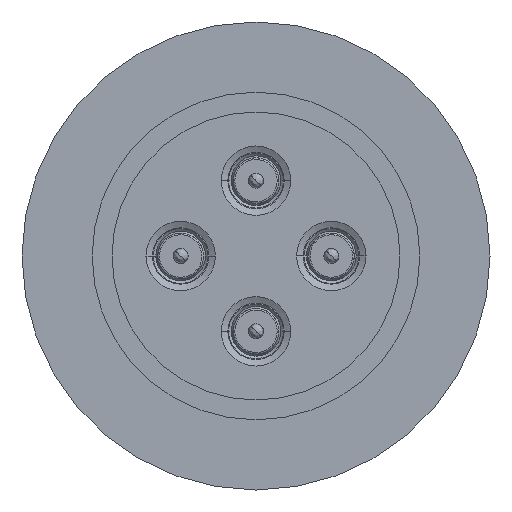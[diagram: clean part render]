
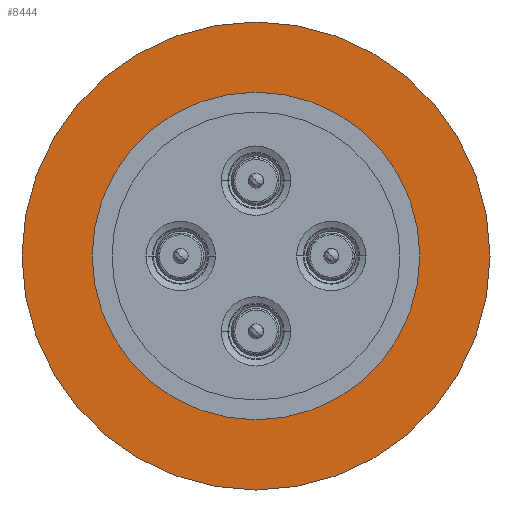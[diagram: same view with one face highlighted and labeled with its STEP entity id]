
A CAD part, front view. The second image highlights one B-rep face of the part: STEP entity #8444.
In plain terms, the highlighted planar face has unit normal (0, -1, 0).
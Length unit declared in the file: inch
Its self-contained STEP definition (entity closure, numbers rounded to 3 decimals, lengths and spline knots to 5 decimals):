
#408 = CIRCLE ( 'NONE', #6920, 1.0325 ) ;
#415 = CIRCLE ( 'NONE', #6926, 1.475 ) ;
#423 = CIRCLE ( 'NONE', #6933, 1.475 ) ;
#434 = CIRCLE ( 'NONE', #6936, 1.0325 ) ;
#1704 = AXIS2_PLACEMENT_3D ( 'NONE', #9611, #9616, #9617 ) ;
#2027 = FACE_BOUND ( 'NONE', #5992, .T. ) ;
#2029 = FACE_OUTER_BOUND ( 'NONE', #5998, .T. ) ;
#2783 = CARTESIAN_POINT ( 'NONE',  ( 1.0325, 0., 0. ) ) ;
#2784 = CARTESIAN_POINT ( 'NONE',  ( -1.0325, 0., 0. ) ) ;
#2788 = CARTESIAN_POINT ( 'NONE',  ( 1.475, 0., 0. ) ) ;
#2791 = CARTESIAN_POINT ( 'NONE',  ( -1.475, 0., 0. ) ) ;
#3292 = ORIENTED_EDGE ( 'NONE', *, *, #7482, .F. ) ;
#3293 = ORIENTED_EDGE ( 'NONE', *, *, #7474, .F. ) ;
#3294 = ORIENTED_EDGE ( 'NONE', *, *, #7489, .F. ) ;
#3295 = ORIENTED_EDGE ( 'NONE', *, *, #7468, .F. ) ;
#3824 = CARTESIAN_POINT ( 'NONE',  ( 0., 0., 0. ) ) ;
#3825 = DIRECTION ( 'NONE',  ( 0., -1., 0. ) ) ;
#3826 = DIRECTION ( 'NONE',  ( -1., 0., 0. ) ) ;
#3842 = CARTESIAN_POINT ( 'NONE',  ( 0., 0., 0. ) ) ;
#3843 = DIRECTION ( 'NONE',  ( 0., 1., 0. ) ) ;
#3844 = DIRECTION ( 'NONE',  ( 1., 0., 0. ) ) ;
#3868 = CARTESIAN_POINT ( 'NONE',  ( 0., 0., 0. ) ) ;
#3869 = DIRECTION ( 'NONE',  ( 0., 1., 0. ) ) ;
#3870 = DIRECTION ( 'NONE',  ( 1., 0., 0. ) ) ;
#3886 = CARTESIAN_POINT ( 'NONE',  ( 0., 0., 0. ) ) ;
#3887 = DIRECTION ( 'NONE',  ( 0., -1., 0. ) ) ;
#3888 = DIRECTION ( 'NONE',  ( -1., 0., 0. ) ) ;
#5992 = EDGE_LOOP ( 'NONE', ( #3295, #3294 ) ) ;
#5998 = EDGE_LOOP ( 'NONE', ( #3293, #3292 ) ) ;
#6920 = AXIS2_PLACEMENT_3D ( 'NONE', #3824, #3825, #3826 ) ;
#6926 = AXIS2_PLACEMENT_3D ( 'NONE', #3842, #3843, #3844 ) ;
#6933 = AXIS2_PLACEMENT_3D ( 'NONE', #3868, #3869, #3870 ) ;
#6936 = AXIS2_PLACEMENT_3D ( 'NONE', #3886, #3887, #3888 ) ;
#7468 = EDGE_CURVE ( 'NONE', #7897, #7896, #408, .T. ) ;
#7474 = EDGE_CURVE ( 'NONE', #7908, #7901, #415, .T. ) ;
#7482 = EDGE_CURVE ( 'NONE', #7901, #7908, #423, .T. ) ;
#7489 = EDGE_CURVE ( 'NONE', #7896, #7897, #434, .T. ) ;
#7896 = VERTEX_POINT ( 'NONE', #2783 ) ;
#7897 = VERTEX_POINT ( 'NONE', #2784 ) ;
#7901 = VERTEX_POINT ( 'NONE', #2788 ) ;
#7908 = VERTEX_POINT ( 'NONE', #2791 ) ;
#8444 = ADVANCED_FACE ( 'NONE', ( #2027, #2029 ), #9614, .F. ) ;
#9611 = CARTESIAN_POINT ( 'NONE',  ( 0., 0., 0. ) ) ;
#9614 = PLANE ( 'NONE',  #1704 ) ;
#9616 = DIRECTION ( 'NONE',  ( 0., 1., 0. ) ) ;
#9617 = DIRECTION ( 'NONE',  ( 1., 0., 0. ) ) ;
